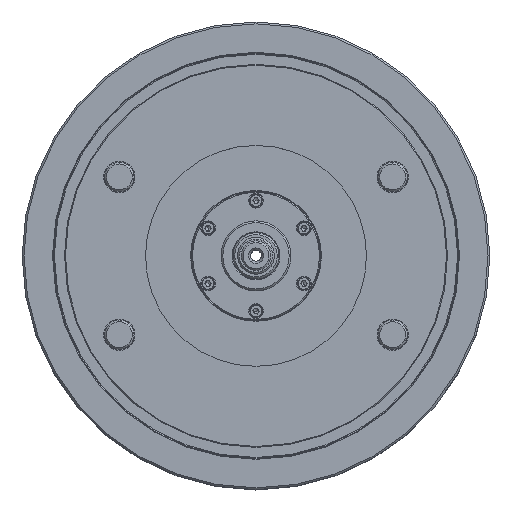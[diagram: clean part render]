
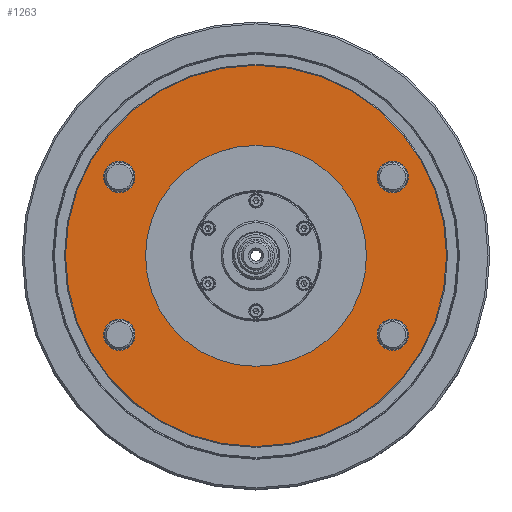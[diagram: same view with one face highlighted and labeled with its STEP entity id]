
A CAD part, top view. The second image highlights one B-rep face of the part: STEP entity #1263.
In plain terms, the highlighted face is planar.
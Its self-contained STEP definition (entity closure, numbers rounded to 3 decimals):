
#39 = EDGE_LOOP ( 'NONE', ( #7566, #10275 ) ) ;
#51 = FACE_BOUND ( 'NONE', #7021, .T. ) ;
#93 = CARTESIAN_POINT ( 'NONE',  ( 5., 42.85, -74.218 ) ) ;
#130 = AXIS2_PLACEMENT_3D ( 'NONE', #6879, #1674, #9252 ) ;
#134 = CIRCLE ( 'NONE', #9450, 8.5 ) ;
#236 = EDGE_LOOP ( 'NONE', ( #11293, #7978 ) ) ;
#276 = CARTESIAN_POINT ( 'NONE',  ( 5., 0., 0. ) ) ;
#300 = AXIS2_PLACEMENT_3D ( 'NONE', #1004, #4537, #5422 ) ;
#345 = CARTESIAN_POINT ( 'NONE',  ( 5., -42.85, -74.218 ) ) ;
#527 = ORIENTED_EDGE ( 'NONE', *, *, #3719, .F. ) ;
#599 = ORIENTED_EDGE ( 'NONE', *, *, #4521, .F. ) ;
#773 = ORIENTED_EDGE ( 'NONE', *, *, #3397, .F. ) ;
#815 = EDGE_CURVE ( 'NONE', #3689, #4192, #1729, .T. ) ;
#1004 = CARTESIAN_POINT ( 'NONE',  ( 5., 0., 0. ) ) ;
#1244 = DIRECTION ( 'NONE',  ( 0., 0., 1. ) ) ;
#1263 = ADVANCED_FACE ( 'NONE', ( #5469, #51, #5173, #9929, #7378, #2618 ), #3673, .T. ) ;
#1318 = DIRECTION ( 'NONE',  ( 0., 0., 1. ) ) ;
#1350 = AXIS2_PLACEMENT_3D ( 'NONE', #276, #6958, #1244 ) ;
#1364 = DIRECTION ( 'NONE',  ( -1., 0., 0. ) ) ;
#1542 = CARTESIAN_POINT ( 'NONE',  ( 5., 42.85, -74.218 ) ) ;
#1547 = VERTEX_POINT ( 'NONE', #8898 ) ;
#1674 = DIRECTION ( 'NONE',  ( -1., 0., 0. ) ) ;
#1729 = CIRCLE ( 'NONE', #8138, 8.5 ) ;
#1765 = AXIS2_PLACEMENT_3D ( 'NONE', #8274, #2549, #9240 ) ;
#1769 = CARTESIAN_POINT ( 'NONE',  ( 5., 0., 0. ) ) ;
#1777 = CARTESIAN_POINT ( 'NONE',  ( 5., -42.85, -65.718 ) ) ;
#1784 = EDGE_CURVE ( 'NONE', #4192, #3689, #6486, .T. ) ;
#1866 = VERTEX_POINT ( 'NONE', #6532 ) ;
#2245 = EDGE_CURVE ( 'NONE', #3194, #2482, #2590, .T. ) ;
#2279 = CARTESIAN_POINT ( 'NONE',  ( 5., -42.85, 74.218 ) ) ;
#2482 = VERTEX_POINT ( 'NONE', #10640 ) ;
#2499 = DIRECTION ( 'NONE',  ( 0., 0., 1. ) ) ;
#2507 = CIRCLE ( 'NONE', #1350, 103.5 ) ;
#2549 = DIRECTION ( 'NONE',  ( -1., 0., 0. ) ) ;
#2590 = CIRCLE ( 'NONE', #300, 103.5 ) ;
#2618 = FACE_BOUND ( 'NONE', #8846, .T. ) ;
#2642 = CARTESIAN_POINT ( 'NONE',  ( 5., 0., -60. ) ) ;
#2675 = CARTESIAN_POINT ( 'NONE',  ( 5., 42.85, 74.218 ) ) ;
#2733 = DIRECTION ( 'NONE',  ( 0., 0., 1. ) ) ;
#2824 = AXIS2_PLACEMENT_3D ( 'NONE', #2675, #9344, #3639 ) ;
#2845 = EDGE_CURVE ( 'NONE', #7490, #1866, #3333, .T. ) ;
#2931 = VERTEX_POINT ( 'NONE', #1777 ) ;
#2952 = CARTESIAN_POINT ( 'NONE',  ( 5., 42.85, 82.718 ) ) ;
#3194 = VERTEX_POINT ( 'NONE', #4830 ) ;
#3204 = CARTESIAN_POINT ( 'NONE',  ( 5., 42.85, 74.218 ) ) ;
#3280 = DIRECTION ( 'NONE',  ( -1., 0., 0. ) ) ;
#3299 = DIRECTION ( 'NONE',  ( 0., 0., 1. ) ) ;
#3333 = CIRCLE ( 'NONE', #6248, 8.5 ) ;
#3397 = EDGE_CURVE ( 'NONE', #8017, #2931, #5849, .T. ) ;
#3452 = ORIENTED_EDGE ( 'NONE', *, *, #2845, .F. ) ;
#3578 = CARTESIAN_POINT ( 'NONE',  ( 5., 42.85, -82.718 ) ) ;
#3639 = DIRECTION ( 'NONE',  ( 0., 0., 1. ) ) ;
#3673 = PLANE ( 'NONE',  #5122 ) ;
#3689 = VERTEX_POINT ( 'NONE', #4571 ) ;
#3719 = EDGE_CURVE ( 'NONE', #1547, #7527, #7322, .T. ) ;
#3998 = DIRECTION ( 'NONE',  ( -1., 0., 0. ) ) ;
#4164 = DIRECTION ( 'NONE',  ( 0., 0., 1. ) ) ;
#4192 = VERTEX_POINT ( 'NONE', #4525 ) ;
#4521 = EDGE_CURVE ( 'NONE', #8421, #10142, #11924, .T. ) ;
#4525 = CARTESIAN_POINT ( 'NONE',  ( 5., -42.85, 82.718 ) ) ;
#4537 = DIRECTION ( 'NONE',  ( -1., 0., 0. ) ) ;
#4571 = CARTESIAN_POINT ( 'NONE',  ( 5., -42.85, 65.718 ) ) ;
#4663 = DIRECTION ( 'NONE',  ( -1., 0., 0. ) ) ;
#4786 = ORIENTED_EDGE ( 'NONE', *, *, #5223, .F. ) ;
#4830 = CARTESIAN_POINT ( 'NONE',  ( 5., 0., 103.5 ) ) ;
#5025 = EDGE_LOOP ( 'NONE', ( #10926, #599 ) ) ;
#5094 = DIRECTION ( 'NONE',  ( 0., 0., 1. ) ) ;
#5122 = AXIS2_PLACEMENT_3D ( 'NONE', #6420, #4663, #7401 ) ;
#5173 = FACE_BOUND ( 'NONE', #8212, .T. ) ;
#5223 = EDGE_CURVE ( 'NONE', #7527, #1547, #7885, .T. ) ;
#5422 = DIRECTION ( 'NONE',  ( 0., 0., 1. ) ) ;
#5469 = FACE_BOUND ( 'NONE', #5025, .T. ) ;
#5787 = EDGE_CURVE ( 'NONE', #2482, #3194, #2507, .T. ) ;
#5849 = CIRCLE ( 'NONE', #7040, 8.5 ) ;
#6248 = AXIS2_PLACEMENT_3D ( 'NONE', #93, #3998, #5094 ) ;
#6420 = CARTESIAN_POINT ( 'NONE',  ( 5., -60., 0. ) ) ;
#6486 = CIRCLE ( 'NONE', #130, 8.5 ) ;
#6532 = CARTESIAN_POINT ( 'NONE',  ( 5., 42.85, -65.718 ) ) ;
#6879 = CARTESIAN_POINT ( 'NONE',  ( 5., -42.85, 74.218 ) ) ;
#6958 = DIRECTION ( 'NONE',  ( -1., 0., 0. ) ) ;
#7021 = EDGE_LOOP ( 'NONE', ( #3452, #8930 ) ) ;
#7031 = DIRECTION ( 'NONE',  ( -1., 0., 0. ) ) ;
#7040 = AXIS2_PLACEMENT_3D ( 'NONE', #345, #7031, #1318 ) ;
#7322 = CIRCLE ( 'NONE', #8720, 60. ) ;
#7378 = FACE_OUTER_BOUND ( 'NONE', #39, .T. ) ;
#7401 = DIRECTION ( 'NONE',  ( 0., 0., 1. ) ) ;
#7490 = VERTEX_POINT ( 'NONE', #3578 ) ;
#7527 = VERTEX_POINT ( 'NONE', #2642 ) ;
#7566 = ORIENTED_EDGE ( 'NONE', *, *, #5787, .T. ) ;
#7885 = CIRCLE ( 'NONE', #12283, 60. ) ;
#7978 = ORIENTED_EDGE ( 'NONE', *, *, #1784, .F. ) ;
#8004 = AXIS2_PLACEMENT_3D ( 'NONE', #3204, #9869, #4164 ) ;
#8009 = CIRCLE ( 'NONE', #1765, 8.5 ) ;
#8017 = VERTEX_POINT ( 'NONE', #9977 ) ;
#8082 = EDGE_CURVE ( 'NONE', #1866, #7490, #134, .T. ) ;
#8138 = AXIS2_PLACEMENT_3D ( 'NONE', #2279, #1364, #3299 ) ;
#8191 = EDGE_CURVE ( 'NONE', #10142, #8421, #9414, .T. ) ;
#8212 = EDGE_LOOP ( 'NONE', ( #773, #10096 ) ) ;
#8223 = DIRECTION ( 'NONE',  ( -1., 0., 0. ) ) ;
#8274 = CARTESIAN_POINT ( 'NONE',  ( 5., -42.85, -74.218 ) ) ;
#8421 = VERTEX_POINT ( 'NONE', #2952 ) ;
#8448 = DIRECTION ( 'NONE',  ( -1., 0., 0. ) ) ;
#8720 = AXIS2_PLACEMENT_3D ( 'NONE', #1769, #8448, #2733 ) ;
#8846 = EDGE_LOOP ( 'NONE', ( #527, #4786 ) ) ;
#8898 = CARTESIAN_POINT ( 'NONE',  ( 5., 0., 60. ) ) ;
#8930 = ORIENTED_EDGE ( 'NONE', *, *, #8082, .F. ) ;
#8993 = CARTESIAN_POINT ( 'NONE',  ( 5., 0., 0. ) ) ;
#9240 = DIRECTION ( 'NONE',  ( 0., 0., 1. ) ) ;
#9252 = DIRECTION ( 'NONE',  ( 0., 0., 1. ) ) ;
#9344 = DIRECTION ( 'NONE',  ( -1., 0., 0. ) ) ;
#9414 = CIRCLE ( 'NONE', #2824, 8.5 ) ;
#9426 = CARTESIAN_POINT ( 'NONE',  ( 5., 42.85, 65.718 ) ) ;
#9450 = AXIS2_PLACEMENT_3D ( 'NONE', #1542, #8223, #2499 ) ;
#9869 = DIRECTION ( 'NONE',  ( -1., 0., 0. ) ) ;
#9929 = FACE_BOUND ( 'NONE', #236, .T. ) ;
#9938 = DIRECTION ( 'NONE',  ( 0., 0., 1. ) ) ;
#9977 = CARTESIAN_POINT ( 'NONE',  ( 5., -42.85, -82.718 ) ) ;
#10096 = ORIENTED_EDGE ( 'NONE', *, *, #11442, .F. ) ;
#10142 = VERTEX_POINT ( 'NONE', #9426 ) ;
#10275 = ORIENTED_EDGE ( 'NONE', *, *, #2245, .T. ) ;
#10640 = CARTESIAN_POINT ( 'NONE',  ( 5., 0., -103.5 ) ) ;
#10926 = ORIENTED_EDGE ( 'NONE', *, *, #8191, .F. ) ;
#11293 = ORIENTED_EDGE ( 'NONE', *, *, #815, .F. ) ;
#11442 = EDGE_CURVE ( 'NONE', #2931, #8017, #8009, .T. ) ;
#11924 = CIRCLE ( 'NONE', #8004, 8.5 ) ;
#12283 = AXIS2_PLACEMENT_3D ( 'NONE', #8993, #3280, #9938 ) ;
